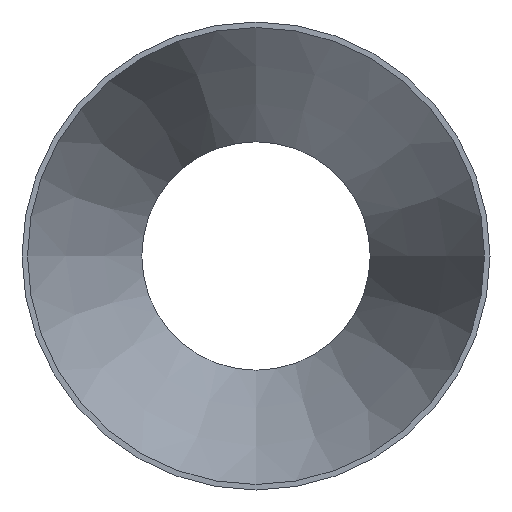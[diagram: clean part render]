
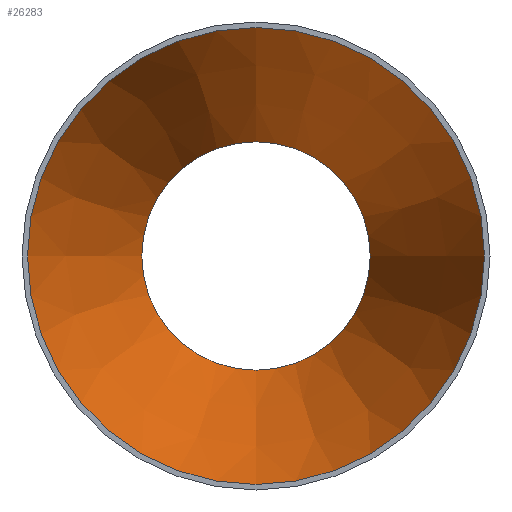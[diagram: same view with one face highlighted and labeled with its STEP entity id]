
A CAD part, front view. The second image highlights one B-rep face of the part: STEP entity #26283.
In plain terms, the highlighted conical face has half-angle 20.528 degrees and reference radius 133.297 mm.
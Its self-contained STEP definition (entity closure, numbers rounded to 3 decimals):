
#1430 = CARTESIAN_POINT ( 'NONE',  ( 0., 0., 0. ) ) ;
#1547 = EDGE_CURVE ( 'NONE', #18564, #18564, #19577, .T. ) ;
#1847 = VERTEX_POINT ( 'NONE', #34634 ) ;
#4507 = CARTESIAN_POINT ( 'NONE',  ( 0., 0., -133.297 ) ) ;
#4602 = DIRECTION ( 'NONE',  ( 0., 0., -1. ) ) ;
#5198 = AXIS2_PLACEMENT_3D ( 'NONE', #30348, #30883, #33223 ) ;
#9346 = EDGE_LOOP ( 'NONE', ( #31574 ) ) ;
#10162 = EDGE_LOOP ( 'NONE', ( #21624 ) ) ;
#13156 = DIRECTION ( 'NONE',  ( 0., -1., 0. ) ) ;
#14268 = AXIS2_PLACEMENT_3D ( 'NONE', #1430, #20476, #4602 ) ;
#18564 = VERTEX_POINT ( 'NONE', #4507 ) ;
#19577 = CIRCLE ( 'NONE', #22969, 133.297 ) ;
#20476 = DIRECTION ( 'NONE',  ( 0., -1., 0. ) ) ;
#21624 = ORIENTED_EDGE ( 'NONE', *, *, #28707, .F. ) ;
#22969 = AXIS2_PLACEMENT_3D ( 'NONE', #31883, #13156, #34908 ) ;
#25816 = FACE_OUTER_BOUND ( 'NONE', #9346, .T. ) ;
#26283 = ADVANCED_FACE ( 'NONE', ( #28501, #25816 ), #29631, .F. ) ;
#28501 = FACE_BOUND ( 'NONE', #10162, .T. ) ;
#28707 = EDGE_CURVE ( 'NONE', #1847, #1847, #34260, .T. ) ;
#29631 = CONICAL_SURFACE ( 'NONE', #14268, 133.297, 0.358 ) ;
#30348 = CARTESIAN_POINT ( 'NONE',  ( 0., 178., 0. ) ) ;
#30883 = DIRECTION ( 'NONE',  ( 0., -1., 0. ) ) ;
#31574 = ORIENTED_EDGE ( 'NONE', *, *, #1547, .T. ) ;
#31883 = CARTESIAN_POINT ( 'NONE',  ( 0., 0., 0. ) ) ;
#33223 = DIRECTION ( 'NONE',  ( 0., 0., -1. ) ) ;
#34260 = CIRCLE ( 'NONE', #5198, 66.647 ) ;
#34634 = CARTESIAN_POINT ( 'NONE',  ( 0., 178., -66.647 ) ) ;
#34908 = DIRECTION ( 'NONE',  ( 0., 0., -1. ) ) ;
